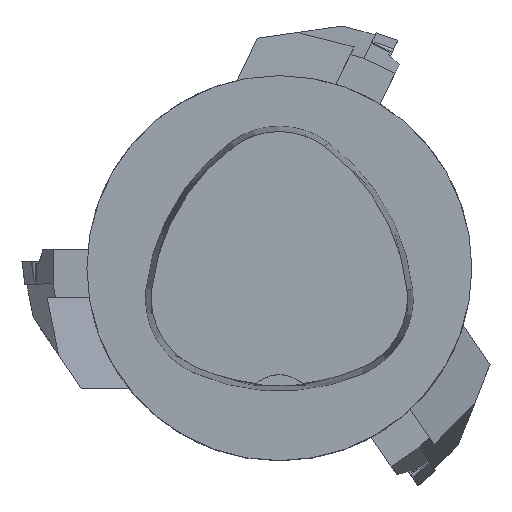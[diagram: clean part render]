
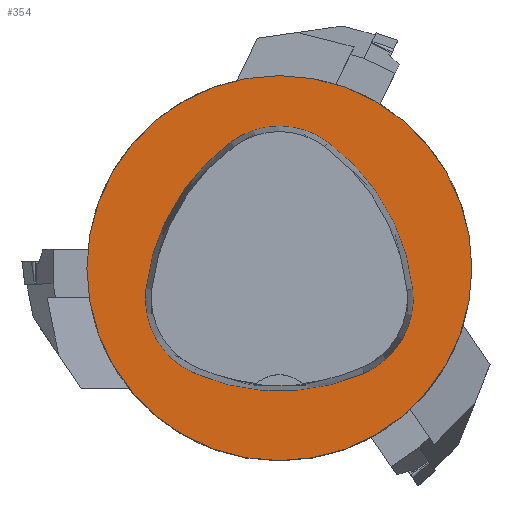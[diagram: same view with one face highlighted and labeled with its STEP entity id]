
A CAD part, top view. The second image highlights one B-rep face of the part: STEP entity #354.
In plain terms, the highlighted planar face has unit normal (0, 0, 1).
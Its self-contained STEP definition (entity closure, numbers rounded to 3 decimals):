
#171=PLANE('',#1962);
#354=ADVANCED_FACE('',(#511,#512),#171,.T.);
#455=CIRCLE('',#1934,40.);
#456=CIRCLE('',#1940,44.);
#458=CIRCLE('',#1943,17.);
#460=CIRCLE('',#1946,44.);
#462=CIRCLE('',#1949,17.);
#466=CIRCLE('',#1954,44.);
#468=CIRCLE('',#1957,17.);
#511=FACE_BOUND('',#558,.T.);
#512=FACE_BOUND('',#559,.T.);
#558=EDGE_LOOP('',(#744,#745,#746,#747,#748,#749));
#559=EDGE_LOOP('',(#750));
#744=ORIENTED_EDGE('',*,*,#1344,.T.);
#745=ORIENTED_EDGE('',*,*,#1324,.T.);
#746=ORIENTED_EDGE('',*,*,#1328,.T.);
#747=ORIENTED_EDGE('',*,*,#1331,.T.);
#748=ORIENTED_EDGE('',*,*,#1334,.T.);
#749=ORIENTED_EDGE('',*,*,#1342,.T.);
#750=ORIENTED_EDGE('',*,*,#1315,.F.);
#1157=VERTEX_POINT('',#2673);
#1166=VERTEX_POINT('',#2692);
#1167=VERTEX_POINT('',#2693);
#1170=VERTEX_POINT('',#2701);
#1172=VERTEX_POINT('',#2707);
#1174=VERTEX_POINT('',#2713);
#1181=VERTEX_POINT('',#2734);
#1315=EDGE_CURVE('',#1157,#1157,#455,.T.);
#1324=EDGE_CURVE('',#1166,#1167,#456,.T.);
#1328=EDGE_CURVE('',#1167,#1170,#458,.T.);
#1331=EDGE_CURVE('',#1170,#1172,#460,.T.);
#1334=EDGE_CURVE('',#1172,#1174,#462,.T.);
#1342=EDGE_CURVE('',#1174,#1181,#466,.T.);
#1344=EDGE_CURVE('',#1181,#1166,#468,.T.);
#1934=AXIS2_PLACEMENT_3D('',#2672,#2143,#2144);
#1940=AXIS2_PLACEMENT_3D('',#2691,#2159,#2160);
#1943=AXIS2_PLACEMENT_3D('',#2700,#2167,#2168);
#1946=AXIS2_PLACEMENT_3D('',#2706,#2174,#2175);
#1949=AXIS2_PLACEMENT_3D('',#2712,#2181,#2182);
#1954=AXIS2_PLACEMENT_3D('',#2735,#2193,#2194);
#1957=AXIS2_PLACEMENT_3D('',#2738,#2199,#2200);
#1962=AXIS2_PLACEMENT_3D('',#2743,#2209,#2210);
#2143=DIRECTION('',(0.,0.,-1.));
#2144=DIRECTION('',(-1.,0.,0.));
#2159=DIRECTION('',(0.,0.,-1.));
#2160=DIRECTION('',(-1.,0.,0.));
#2167=DIRECTION('',(0.,0.,-1.));
#2168=DIRECTION('',(-1.,0.,0.));
#2174=DIRECTION('',(0.,0.,-1.));
#2175=DIRECTION('',(-1.,0.,0.));
#2181=DIRECTION('',(0.,0.,-1.));
#2182=DIRECTION('',(-1.,0.,0.));
#2193=DIRECTION('',(0.,0.,-1.));
#2194=DIRECTION('',(-1.,0.,0.));
#2199=DIRECTION('',(0.,0.,-1.));
#2200=DIRECTION('',(-1.,0.,0.));
#2209=DIRECTION('',(0.,0.,1.));
#2210=DIRECTION('',(1.,0.,0.));
#2672=CARTESIAN_POINT('',(0.,0.,0.));
#2673=CARTESIAN_POINT('',(-40.,0.,0.));
#2691=CARTESIAN_POINT('',(16.01,-9.224,0.));
#2692=CARTESIAN_POINT('',(-27.722,-4.378,0.));
#2693=CARTESIAN_POINT('',(-10.119,26.178,0.));
#2700=CARTESIAN_POINT('',(-0.023,12.5,0.));
#2701=CARTESIAN_POINT('',(10.049,26.194,0.));
#2706=CARTESIAN_POINT('',(-16.021,-9.25,0.));
#2707=CARTESIAN_POINT('',(27.71,-4.394,0.));
#2712=CARTESIAN_POINT('',(10.814,-6.27,0.));
#2713=CARTESIAN_POINT('',(17.611,-21.852,0.));
#2734=CARTESIAN_POINT('',(-17.652,-21.819,0.));
#2735=CARTESIAN_POINT('',(0.017,18.477,0.));
#2738=CARTESIAN_POINT('',(-10.825,-6.25,0.));
#2743=CARTESIAN_POINT('',(0.,0.,0.));
